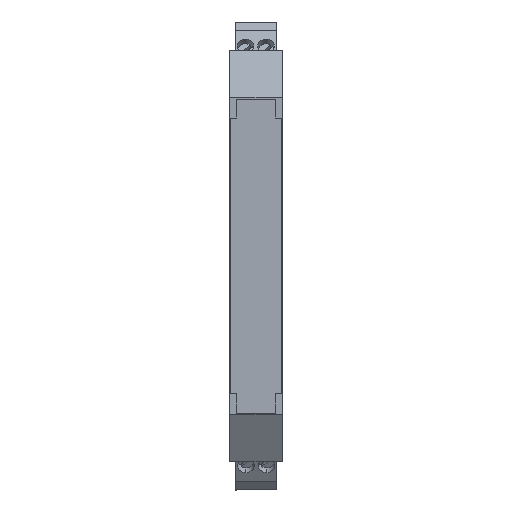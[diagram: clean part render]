
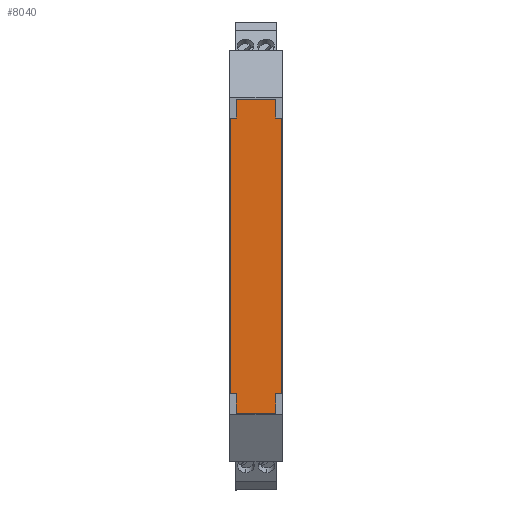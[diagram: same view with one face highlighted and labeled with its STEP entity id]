
A CAD part, top view. The second image highlights one B-rep face of the part: STEP entity #8040.
In plain terms, the highlighted planar face has unit normal (0, 0, 1).
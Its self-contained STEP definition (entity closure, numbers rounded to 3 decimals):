
#3570=CARTESIAN_POINT('',(0.1,82.692,
113.6));
#3580=VERTEX_POINT('',#3570);
#3630=CARTESIAN_POINT('',(0.1,49.5,
113.6));
#3640=DIRECTION('',(0.,1.,0.));
#3650=VECTOR('',#3640,1.);
#3660=LINE('',#3630,#3650);
#3670=CARTESIAN_POINT('',(0.1,16.308,
113.6));
#3680=VERTEX_POINT('',#3670);
#3690=EDGE_CURVE('',#3680,#3580,#3660,.T.);
#4430=CARTESIAN_POINT('',(12.5,16.308,
113.6));
#4440=VERTEX_POINT('',#4430);
#5070=CARTESIAN_POINT('',(12.5,82.692,
113.6));
#5080=VERTEX_POINT('',#5070);
#6650=CARTESIAN_POINT('',(12.5,49.5,
113.6));
#6660=DIRECTION('',(0.,-1.,0.));
#6670=VECTOR('',#6660,1.);
#6680=LINE('',#6650,#6670);
#6690=EDGE_CURVE('',#5080,#4440,#6680,.T.);
#6920=CARTESIAN_POINT('',(1.6,11.502,
113.6));
#6930=VERTEX_POINT('',#6920);
#6960=CARTESIAN_POINT('',(1.6,11.502,
113.6));
#6970=DIRECTION('',(1.,0.,0.));
#6980=VECTOR('',#6970,1.);
#6990=LINE('',#6960,#6980);
#7000=CARTESIAN_POINT('',(11.,11.502,
113.6));
#7010=VERTEX_POINT('',#7000);
#7020=EDGE_CURVE('',#6930,#7010,#6990,.T.);
#7280=CARTESIAN_POINT('',(6.3,49.5,
113.6));
#7290=DIRECTION('',(0.,0.,1.));
#7300=DIRECTION('',(0.,-1.,0.));
#7310=AXIS2_PLACEMENT_3D('',#7280,#7290,#7300);
#7320=PLANE('',#7310);
#7330=CARTESIAN_POINT('',(11.,49.5,
113.6));
#7340=DIRECTION('',(0.,-1.,0.));
#7350=VECTOR('',#7340,1.);
#7360=LINE('',#7330,#7350);
#7370=CARTESIAN_POINT('',(11.,87.226,
113.6));
#7380=VERTEX_POINT('',#7370);
#7390=CARTESIAN_POINT('',(11.,82.692,
113.6));
#7400=VERTEX_POINT('',#7390);
#7410=EDGE_CURVE('',#7380,#7400,#7360,.T.);
#7420=ORIENTED_EDGE('',*,*,#7410,.F.);
#7430=CARTESIAN_POINT('',(8.8,82.692,
113.6));
#7440=DIRECTION('',(1.,0.,0.));
#7450=VECTOR('',#7440,1.);
#7460=LINE('',#7430,#7450);
#7470=EDGE_CURVE('',#7400,#5080,#7460,.T.);
#7480=ORIENTED_EDGE('',*,*,#7470,.F.);
#7490=ORIENTED_EDGE('',*,*,#6690,.F.);
#7500=CARTESIAN_POINT('',(8.8,16.308,
113.6));
#7510=DIRECTION('',(-1.,0.,0.));
#7520=VECTOR('',#7510,1.);
#7530=LINE('',#7500,#7520);
#7540=CARTESIAN_POINT('',(11.,16.308,
113.6));
#7550=VERTEX_POINT('',#7540);
#7560=EDGE_CURVE('',#4440,#7550,#7530,.T.);
#7570=ORIENTED_EDGE('',*,*,#7560,.F.);
#7580=CARTESIAN_POINT('',(11.,49.5,
113.6));
#7590=DIRECTION('',(0.,-1.,0.));
#7600=VECTOR('',#7590,1.);
#7610=LINE('',#7580,#7600);
#7620=EDGE_CURVE('',#7550,#7010,#7610,.T.);
#7630=ORIENTED_EDGE('',*,*,#7620,.F.);
#7640=ORIENTED_EDGE('',*,*,#7020,.T.);
#7650=CARTESIAN_POINT('',(1.6,49.5,
113.6));
#7660=DIRECTION('',(0.,-1.,0.));
#7670=VECTOR('',#7660,1.);
#7680=LINE('',#7650,#7670);
#7690=CARTESIAN_POINT('',(1.6,16.308,
113.6));
#7700=VERTEX_POINT('',#7690);
#7710=EDGE_CURVE('',#7700,#6930,#7680,.T.);
#7720=ORIENTED_EDGE('',*,*,#7710,.T.);
#7730=CARTESIAN_POINT('',(8.8,16.308,
113.6));
#7740=DIRECTION('',(-1.,0.,0.));
#7750=VECTOR('',#7740,1.);
#7760=LINE('',#7730,#7750);
#7770=EDGE_CURVE('',#7700,#3680,#7760,.T.);
#7780=ORIENTED_EDGE('',*,*,#7770,.F.);
#7790=ORIENTED_EDGE('',*,*,#3690,.F.);
#7800=CARTESIAN_POINT('',(8.8,82.692,
113.6));
#7810=DIRECTION('',(1.,0.,0.));
#7820=VECTOR('',#7810,1.);
#7830=LINE('',#7800,#7820);
#7840=CARTESIAN_POINT('',(1.6,82.692,
113.6));
#7850=VERTEX_POINT('',#7840);
#7860=EDGE_CURVE('',#3580,#7850,#7830,.T.);
#7870=ORIENTED_EDGE('',*,*,#7860,.F.);
#7880=CARTESIAN_POINT('',(1.6,49.5,
113.6));
#7890=DIRECTION('',(0.,-1.,0.));
#7900=VECTOR('',#7890,1.);
#7910=LINE('',#7880,#7900);
#7920=CARTESIAN_POINT('',(1.6,87.226,
113.6));
#7930=VERTEX_POINT('',#7920);
#7940=EDGE_CURVE('',#7930,#7850,#7910,.T.);
#7950=ORIENTED_EDGE('',*,*,#7940,.T.);
#7960=CARTESIAN_POINT('',(10.9,87.226,
113.6));
#7970=DIRECTION('',(1.,0.,0.));
#7980=VECTOR('',#7970,1.);
#7990=LINE('',#7960,#7980);
#8000=EDGE_CURVE('',#7930,#7380,#7990,.T.);
#8010=ORIENTED_EDGE('',*,*,#8000,.F.);
#8020=EDGE_LOOP('',(#8010,#7950,#7870,#7790,#7780,#7720,#7640,#7630,
#7570,#7490,#7480,#7420));
#8030=FACE_OUTER_BOUND('',#8020,.T.);
#8040=ADVANCED_FACE('',(#8030),#7320,.T.);
